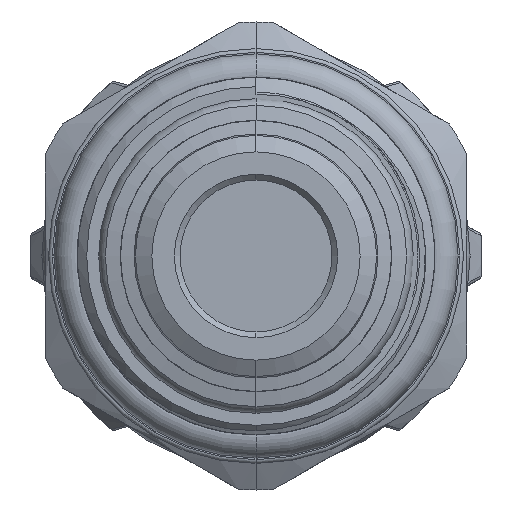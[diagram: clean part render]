
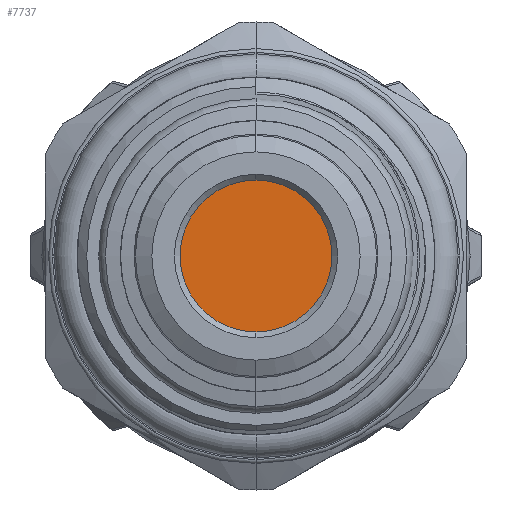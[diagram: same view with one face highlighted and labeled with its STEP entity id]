
A CAD part, left-side view. The second image highlights one B-rep face of the part: STEP entity #7737.
In plain terms, the highlighted planar face has unit normal (-1, 0, 0).
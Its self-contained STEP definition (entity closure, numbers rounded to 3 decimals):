
#79 = DIRECTION ( 'NONE',  ( 1., 0., 0. ) ) ;
#149 = EDGE_LOOP ( 'NONE', ( #2473, #5361 ) ) ;
#594 = DIRECTION ( 'NONE',  ( 0., 0., 1. ) ) ;
#1286 = DIRECTION ( 'NONE',  ( 0., 0., 1. ) ) ;
#2473 = ORIENTED_EDGE ( 'NONE', *, *, #6036, .F. ) ;
#2510 = FACE_OUTER_BOUND ( 'NONE', #149, .T. ) ;
#4085 = PLANE ( 'NONE',  #11030 ) ;
#5000 = CARTESIAN_POINT ( 'NONE',  ( -36.431, 0., 4. ) ) ;
#5259 = DIRECTION ( 'NONE',  ( -1., 0., 0. ) ) ;
#5361 = ORIENTED_EDGE ( 'NONE', *, *, #8153, .F. ) ;
#6036 = EDGE_CURVE ( 'NONE', #7070, #15182, #8782, .T. ) ;
#6450 = AXIS2_PLACEMENT_3D ( 'NONE', #12268, #79, #1286 ) ;
#7070 = VERTEX_POINT ( 'NONE', #5000 ) ;
#7482 = CARTESIAN_POINT ( 'NONE',  ( -36.431, 0., 0. ) ) ;
#7737 = ADVANCED_FACE ( 'NONE', ( #2510 ), #4085, .T. ) ;
#8153 = EDGE_CURVE ( 'NONE', #15182, #7070, #10246, .T. ) ;
#8782 = CIRCLE ( 'NONE', #6450, 4. ) ;
#10061 = DIRECTION ( 'NONE',  ( 1., 0., 0. ) ) ;
#10246 = CIRCLE ( 'NONE', #10796, 4. ) ;
#10796 = AXIS2_PLACEMENT_3D ( 'NONE', #7482, #10061, #14771 ) ;
#11030 = AXIS2_PLACEMENT_3D ( 'NONE', #12643, #5259, #594 ) ;
#12268 = CARTESIAN_POINT ( 'NONE',  ( -36.431, 0., 0. ) ) ;
#12643 = CARTESIAN_POINT ( 'NONE',  ( -36.431, 0., 0. ) ) ;
#14771 = DIRECTION ( 'NONE',  ( 0., 0., 1. ) ) ;
#15182 = VERTEX_POINT ( 'NONE', #15306 ) ;
#15306 = CARTESIAN_POINT ( 'NONE',  ( -36.431, 0., -4. ) ) ;
